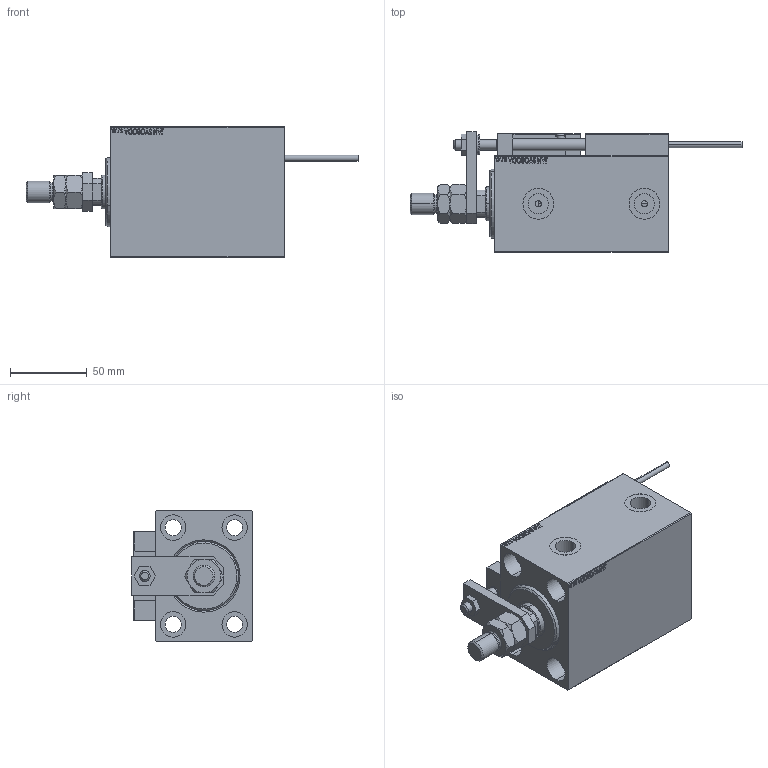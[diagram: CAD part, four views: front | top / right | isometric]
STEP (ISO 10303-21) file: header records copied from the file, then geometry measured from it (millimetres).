
FILE_DESCRIPTION (( 'STEP AP203' ), '1' );
FILE_NAME ('e48c.STEP', '2021-11-01T14:45:17', ( '' ), ( '' ), 'SwSTEP 2.0', 'SolidWorks 2019', '' );
FILE_SCHEMA (( 'CONFIG_CONTROL_DESIGN' ));
Length unit declared in the file: millimetre
Products named in the file (16): MAGNET 546d5c1dbb100512c8d4bd22b5893b82; V450CM_C 546d5c1dbb100512c8d4bd22b5893b82; V450CM_C_VCP 546d5c1dbb100512c8d4bd22b5893b82; NUT_D12 546d5c1dbb100512c8d4bd22b5893b82; X_Y_MTA 546d5c1dbb100512c8d4bd22b5893b82; ALLEN BOLT D5 546d5c1dbb100512c8d4bd22b5893b82; e48c; Block 546d5c1dbb100512c8d4bd22b5893b82; SWITCH_X_FRONT_BACK 546d5c1dbb100512c8d4bd22b5893b82; ZARAZKA 546d5c1dbb100512c8d4bd22b5893b82; SWITCH X 546d5c1dbb100512c8d4bd22b5893b82; KONCOVKA 546d5c1dbb100512c8d4bd22b5893b82; ALLEN BOLT D8 546d5c1dbb100512c8d4bd22b5893b82; V450CM_VC_B 546d5c1dbb100512c8d4bd22b5893b82; SWITCH DIM B,W 546d5c1dbb100512c8d4bd22b5893b82; TYC_L79 546d5c1dbb100512c8d4bd22b5893b82
Assembly tree (25 placements, depth 3):
  e48c
    V450CM_C 546d5c1dbb100512c8d4bd22b5893b82
    SWITCH X 546d5c1dbb100512c8d4bd22b5893b82
      SWITCH_X_FRONT_BACK 546d5c1dbb100512c8d4bd22b5893b82  x2
      TYC_L79 546d5c1dbb100512c8d4bd22b5893b82
      Block 546d5c1dbb100512c8d4bd22b5893b82  x2
      ALLEN BOLT D5 546d5c1dbb100512c8d4bd22b5893b82  x4
      ALLEN BOLT D8 546d5c1dbb100512c8d4bd22b5893b82  x4
      MAGNET 546d5c1dbb100512c8d4bd22b5893b82  x2
      KONCOVKA 546d5c1dbb100512c8d4bd22b5893b82  x2
    NUT_D12 546d5c1dbb100512c8d4bd22b5893b82
    SWITCH DIM B,W 546d5c1dbb100512c8d4bd22b5893b82
    ZARAZKA 546d5c1dbb100512c8d4bd22b5893b82
    V450CM_C_VCP 546d5c1dbb100512c8d4bd22b5893b82
    V450CM_VC_B 546d5c1dbb100512c8d4bd22b5893b82
    X_Y_MTA 546d5c1dbb100512c8d4bd22b5893b82
Bounding box: 216 x 78.5 x 85 mm (x, y, z)
Volume: 568597.4 mm3; surface area: 124824.1 mm2
Topology: 24 solids, 24 shells, 1348 faces, 3214 edges, 2045 vertices
Faces by surface type: plane 580, bspline 380, cylinder 204, cone 134, torus 46, sphere 4
Entity records: 52508 total; most frequent: CARTESIAN_POINT 26759, ORIENTED_EDGE 5448, DIRECTION 3734, EDGE_CURVE 2724, VERTEX_POINT 1769, VECTOR 1522, LINE 1522, EDGE_LOOP 1265
